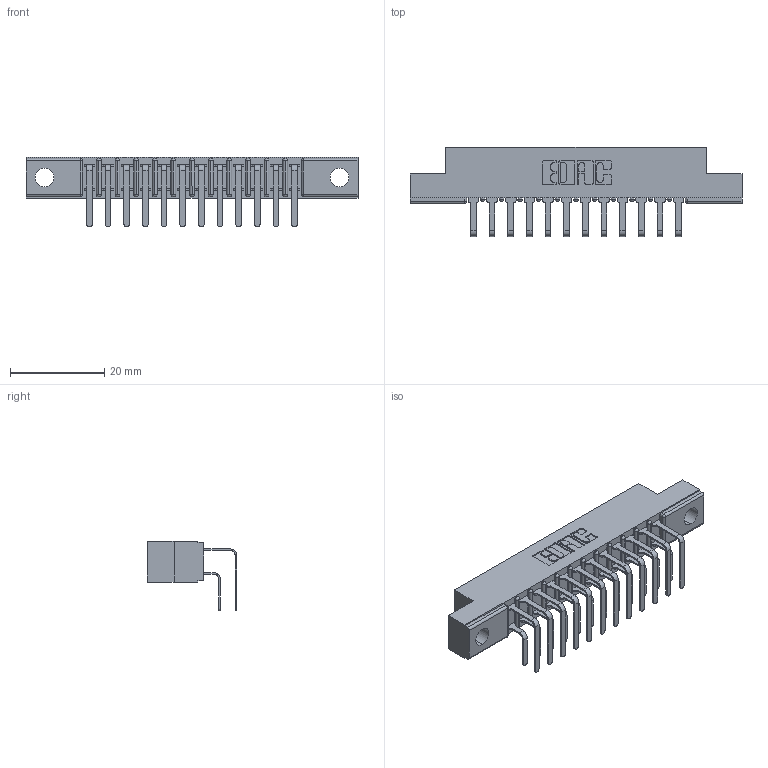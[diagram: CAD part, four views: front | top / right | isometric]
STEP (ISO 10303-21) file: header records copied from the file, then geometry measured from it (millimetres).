
FILE_DESCRIPTION (( 'STEP AP203' ), '1' );
FILE_NAME ('357-024-558-202.STEP', '2019-09-17T22:18:10', ( '' ), ( '' ), 'SwSTEP 2.0', 'SolidWorks 2016', '' );
FILE_SCHEMA (( 'CONFIG_CONTROL_DESIGN' ));
Length unit declared in the file: inch
Products named in the file (4): 357-024-558-202; 307 Part_.128 Dia Mounting Holes; 307-290-001_558 - 2 (Single); 307-290-001_558 559 - 1 (Single)
Assembly tree (25 placements, depth 2):
  357-024-558-202
    307 Part_.128 Dia Mounting Holes
    307-290-001_558 559 - 1 (Single)  x12
    307-290-001_558 - 2 (Single)  x12
Bounding box: 70.56 x 18.96 x 14.81 mm (x, y, z)
Volume: 4635.1 mm3; surface area: 8111.1 mm2
Topology: 25 solids, 25 shells, 1331 faces, 3731 edges, 2418 vertices
Faces by surface type: plane 862, cylinder 443, sphere 26
Entity records: 15819 total; most frequent: CARTESIAN_POINT 2598, ORIENTED_EDGE 2570, DIRECTION 2557, EDGE_CURVE 1285, LINE 971, VECTOR 971, VERTEX_POINT 834, AXIS2_PLACEMENT_3D 793
